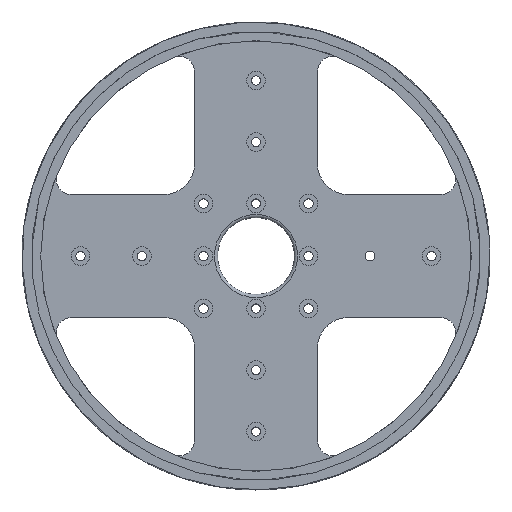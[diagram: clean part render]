
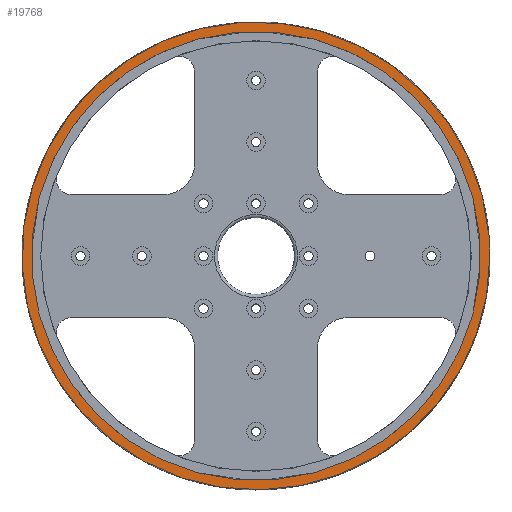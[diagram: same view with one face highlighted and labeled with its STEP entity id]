
A CAD part, top view. The second image highlights one B-rep face of the part: STEP entity #19768.
In plain terms, the highlighted planar face has unit normal (0, 0, 1).
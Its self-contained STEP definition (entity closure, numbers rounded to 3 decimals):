
#1078=PLANE('',#21529);
#1429=FACE_BOUND('',#3150,.T.);
#1686=FACE_OUTER_BOUND('',#3149,.T.);
#3149=EDGE_LOOP('',(#14517,#14518));
#3150=EDGE_LOOP('',(#14519,#14520));
#6908=CIRCLE('',#20802,76.067);
#6909=CIRCLE('',#20803,76.067);
#7389=CIRCLE('',#21530,73.);
#7390=CIRCLE('',#21531,73.);
#7393=VERTEX_POINT('',#23590);
#7394=VERTEX_POINT('',#23591);
#8786=VERTEX_POINT('',#29880);
#8787=VERTEX_POINT('',#29881);
#9369=EDGE_CURVE('',#7393,#7394,#6908,.T.);
#9370=EDGE_CURVE('',#7394,#7393,#6909,.T.);
#10998=EDGE_CURVE('',#8786,#8787,#7389,.T.);
#10999=EDGE_CURVE('',#8787,#8786,#7390,.T.);
#14517=ORIENTED_EDGE('',*,*,#9369,.T.);
#14518=ORIENTED_EDGE('',*,*,#9370,.T.);
#14519=ORIENTED_EDGE('',*,*,#10998,.T.);
#14520=ORIENTED_EDGE('',*,*,#10999,.T.);
#19768=ADVANCED_FACE('',(#1686,#1429),#1078,.T.);
#20802=AXIS2_PLACEMENT_3D('',#23592,#21686,#21687);
#20803=AXIS2_PLACEMENT_3D('',#23593,#21688,#21689);
#21529=AXIS2_PLACEMENT_3D('',#29879,#23281,#23282);
#21530=AXIS2_PLACEMENT_3D('',#29882,#23283,#23284);
#21531=AXIS2_PLACEMENT_3D('',#29883,#23285,#23286);
#21686=DIRECTION('center_axis',(0.,0.,1.));
#21687=DIRECTION('ref_axis',(0.996,0.087,0.));
#21688=DIRECTION('center_axis',(0.,0.,1.));
#21689=DIRECTION('ref_axis',(0.996,0.087,0.));
#23281=DIRECTION('center_axis',(0.,0.,1.));
#23282=DIRECTION('ref_axis',(1.,0.,0.));
#23283=DIRECTION('center_axis',(0.,0.,-1.));
#23284=DIRECTION('ref_axis',(-0.996,-0.087,0.));
#23285=DIRECTION('center_axis',(0.,0.,-1.));
#23286=DIRECTION('ref_axis',(-0.996,-0.087,0.));
#23590=CARTESIAN_POINT('',(75.777,6.63,17.));
#23591=CARTESIAN_POINT('',(76.067,0.,17.));
#23592=CARTESIAN_POINT('Origin',(0.,0.,17.));
#23593=CARTESIAN_POINT('Origin',(0.,0.,17.));
#29879=CARTESIAN_POINT('Origin',(0.,0.,17.));
#29880=CARTESIAN_POINT('',(72.722,6.362,17.));
#29881=CARTESIAN_POINT('',(-72.722,-6.362,17.));
#29882=CARTESIAN_POINT('Origin',(0.,0.,17.));
#29883=CARTESIAN_POINT('Origin',(0.,0.,17.));
